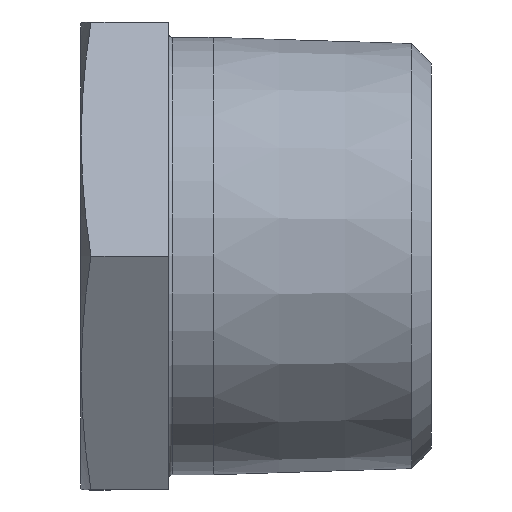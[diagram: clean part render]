
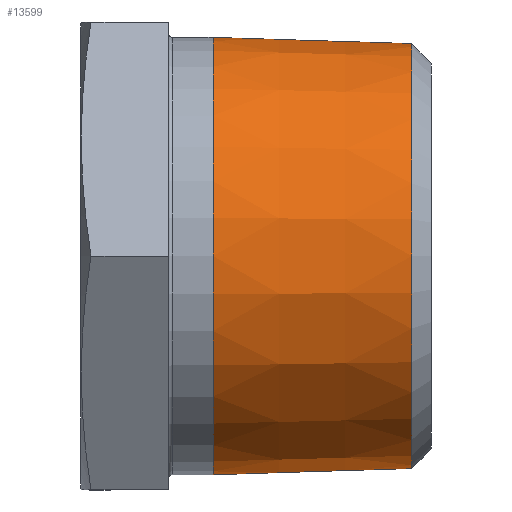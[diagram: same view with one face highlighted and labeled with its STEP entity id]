
A CAD part, front view. The second image highlights one B-rep face of the part: STEP entity #13599.
In plain terms, the highlighted conical face has half-angle 1.79 degrees and reference radius 16.625 mm.
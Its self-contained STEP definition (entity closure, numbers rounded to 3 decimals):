
#54 = CARTESIAN_POINT ( 'NONE',  ( 25.473, 0., 0. ) ) ;
#2090 = CONICAL_SURFACE ( 'NONE', #8973, 16.625, 0.031 ) ;
#2334 = CIRCLE ( 'NONE', #3393, 16.347 ) ;
#2616 = CIRCLE ( 'NONE', #4691, 16.824 ) ;
#2927 = CARTESIAN_POINT ( 'NONE',  ( 16.6, 0., 0. ) ) ;
#3393 = AXIS2_PLACEMENT_3D ( 'NONE', #54, #7626, #7791 ) ;
#4691 = AXIS2_PLACEMENT_3D ( 'NONE', #8596, #14833, #15078 ) ;
#5220 = DIRECTION ( 'NONE',  ( -1., 0., 0. ) ) ;
#6309 = EDGE_CURVE ( 'NONE', #12158, #12158, #2334, .T. ) ;
#7626 = DIRECTION ( 'NONE',  ( -1., 0., 0. ) ) ;
#7791 = DIRECTION ( 'NONE',  ( 0., 0., -1. ) ) ;
#8596 = CARTESIAN_POINT ( 'NONE',  ( 10.2, 0., 0. ) ) ;
#8973 = AXIS2_PLACEMENT_3D ( 'NONE', #2927, #5220, #11631 ) ;
#9577 = CARTESIAN_POINT ( 'NONE',  ( 10.2, 0., 16.824 ) ) ;
#10201 = FACE_BOUND ( 'NONE', #12062, .T. ) ;
#11433 = ORIENTED_EDGE ( 'NONE', *, *, #6309, .T. ) ;
#11631 = DIRECTION ( 'NONE',  ( 0., 0., 1. ) ) ;
#12062 = EDGE_LOOP ( 'NONE', ( #11433 ) ) ;
#12155 = ORIENTED_EDGE ( 'NONE', *, *, #15919, .F. ) ;
#12158 = VERTEX_POINT ( 'NONE', #12237 ) ;
#12237 = CARTESIAN_POINT ( 'NONE',  ( 25.473, 0., -16.347 ) ) ;
#13599 = ADVANCED_FACE ( 'NONE', ( #10201, #14018 ), #2090, .T. ) ;
#14018 = FACE_OUTER_BOUND ( 'NONE', #14287, .T. ) ;
#14287 = EDGE_LOOP ( 'NONE', ( #12155 ) ) ;
#14833 = DIRECTION ( 'NONE',  ( -1., 0., 0. ) ) ;
#15078 = DIRECTION ( 'NONE',  ( 0., 0., 1. ) ) ;
#15919 = EDGE_CURVE ( 'NONE', #16029, #16029, #2616, .T. ) ;
#16029 = VERTEX_POINT ( 'NONE', #9577 ) ;
